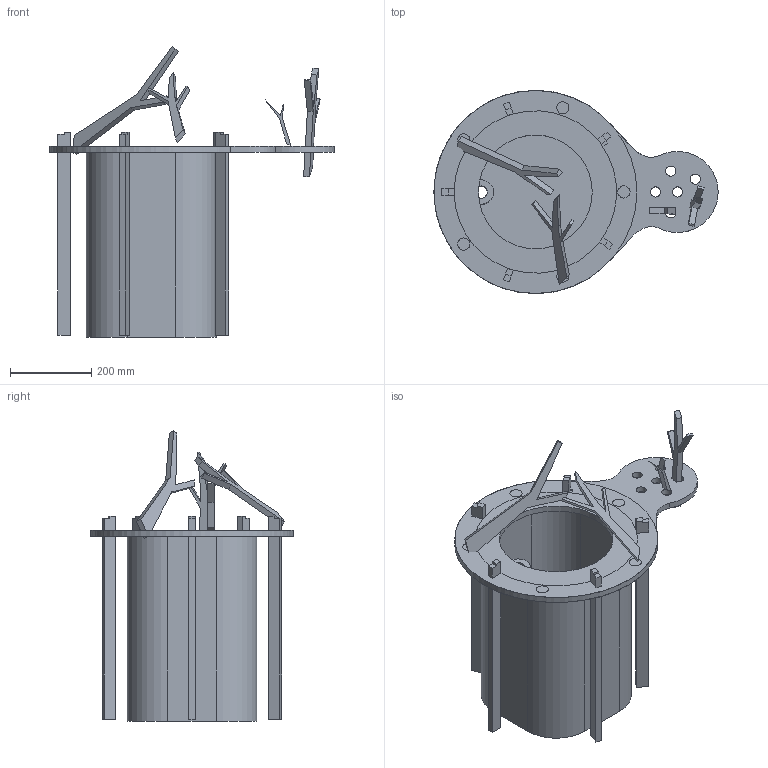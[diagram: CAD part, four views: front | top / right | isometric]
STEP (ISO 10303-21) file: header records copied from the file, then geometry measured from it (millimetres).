
FILE_DESCRIPTION(/* description */ (''),/* implementation_level */ '2;1');
FILE_NAME(/* name */ 'FabWeek8.step',/* time_stamp */ '2019-03-12T20:36:54+09:00',/* author */ (''),/* organization */ (''),/* preprocessor_version */ 'ST-DEVELOPER v17.2',/* originating_system */ 'Autodesk Translation Framework v7.6.0.251',/* authorisation */ '');
FILE_SCHEMA (('AUTOMOTIVE_DESIGN { 1 0 10303 214 3 1 1 }'));
Length unit declared in the file: millimetre
Products named in the file (4): FabWeek8; Leg; TableUnder_V2; TableTop_V2
Assembly tree (7 placements, depth 2):
  FabWeek8
    Leg  x5
    TableUnder_V2
    TableTop_V2
Bounding box: 700 x 500 x 715.05 mm (x, y, z)
Volume: 13956357.9 mm3; surface area: 2096599.4 mm2
Topology: 12 solids, 12 shells, 209 faces, 557 edges, 368 vertices
Faces by surface type: plane 172, cylinder 35, bspline 2
Full cylindrical faces by diameter (mm): 25 x6, 30 x6, 280 x1, 500 x1
Entity records: 5434 total; most frequent: CARTESIAN_POINT 1056, ORIENTED_EDGE 884, DIRECTION 853, EDGE_CURVE 442, LINE 363, VECTOR 363, VERTEX_POINT 288, AXIS2_PLACEMENT_3D 245
